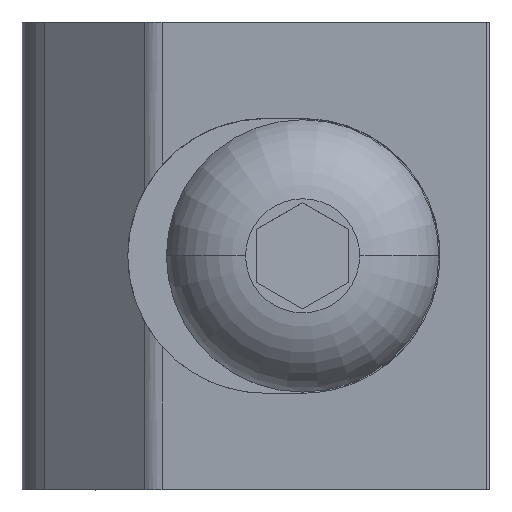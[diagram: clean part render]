
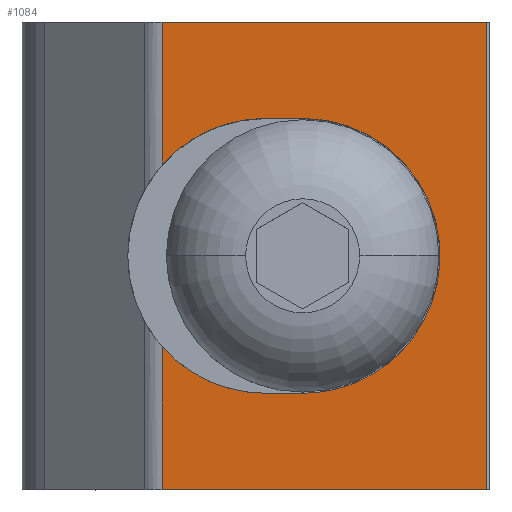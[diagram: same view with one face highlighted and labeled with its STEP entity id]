
A CAD part, top view. The second image highlights one B-rep face of the part: STEP entity #1084.
In plain terms, the highlighted planar face has unit normal (-0.097, 0, 0.995).
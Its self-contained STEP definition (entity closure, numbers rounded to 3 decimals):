
#5 = EDGE_CURVE ( 'NONE', #495, #515, #1069, .T. ) ;
#9 = CARTESIAN_POINT ( 'NONE',  ( 4.996, -6.35, 7.281 ) ) ;
#21 = ORIENTED_EDGE ( 'NONE', *, *, #625, .T. ) ;
#24 = LINE ( 'NONE', #9, #1404 ) ;
#32 = DIRECTION ( 'NONE',  ( 0.995, 0., 0.097 ) ) ;
#71 = VECTOR ( 'NONE', #1330, 1000. ) ;
#84 = CARTESIAN_POINT ( 'NONE',  ( 4.996, -3.734, 7.281 ) ) ;
#98 = LINE ( 'NONE', #1642, #71 ) ;
#101 = ORIENTED_EDGE ( 'NONE', *, *, #1456, .T. ) ;
#123 = EDGE_CURVE ( 'NONE', #1580, #124, #1324, .T. ) ;
#124 = VERTEX_POINT ( 'NONE', #1062 ) ;
#125 = CARTESIAN_POINT ( 'NONE',  ( -1.016, 3.734, 6.696 ) ) ;
#130 = EDGE_CURVE ( 'NONE', #1128, #359, #776, .T. ) ;
#136 = CARTESIAN_POINT ( 'NONE',  ( 0., 3.734, 6.795 ) ) ;
#160 = CARTESIAN_POINT ( 'NONE',  ( -3.819, 6.35, 6.423 ) ) ;
#208 = CARTESIAN_POINT ( 'NONE',  ( 7.468, -3.734, 7.522 ) ) ;
#216 = EDGE_CURVE ( 'NONE', #515, #1766, #1539, .T. ) ;
#299 = ORIENTED_EDGE ( 'NONE', *, *, #694, .T. ) ;
#301 = EDGE_CURVE ( 'NONE', #124, #1766, #24, .T. ) ;
#305 = DIRECTION ( 'NONE',  ( 0., -1., 0. ) ) ;
#314 = LINE ( 'NONE', #160, #1759 ) ;
#359 = VERTEX_POINT ( 'NONE', #1017 ) ;
#374 = ORIENTED_EDGE ( 'NONE', *, *, #216, .F. ) ;
#415 = ORIENTED_EDGE ( 'NONE', *, *, #301, .T. ) ;
#420 = VECTOR ( 'NONE', #629, 1000. ) ;
#434 = CARTESIAN_POINT ( 'NONE',  ( 4.996, 6.35, 7.281 ) ) ;
#464 = EDGE_CURVE ( 'NONE', #359, #1580, #1249, .T. ) ;
#495 = VERTEX_POINT ( 'NONE', #1058 ) ;
#500 = DIRECTION ( 'NONE',  ( -0.995, 0., -0.097 ) ) ;
#515 = VERTEX_POINT ( 'NONE', #1046 ) ;
#577 = CARTESIAN_POINT ( 'NONE',  ( 4.996, -6.35, 7.281 ) ) ;
#601 = CARTESIAN_POINT ( 'NONE',  ( -3.819, -2.466, 6.423 ) ) ;
#617 = DIRECTION ( 'NONE',  ( 0.995, 0., 0.097 ) ) ;
#619 = VECTOR ( 'NONE', #617, 1000. ) ;
#624 = CARTESIAN_POINT ( 'NONE',  ( -1.016, -3.734, 6.696 ) ) ;
#625 = EDGE_CURVE ( 'NONE', #1573, #1510, #742, .T. ) ;
#629 = DIRECTION ( 'NONE',  ( 0., -1., 0. ) ) ;
#694 = EDGE_CURVE ( 'NONE', #495, #1573, #314, .T. ) ;
#742 =( BOUNDED_CURVE ( )  B_SPLINE_CURVE ( 3, ( #1784, #946, #1370, #125 ),
 .UNSPECIFIED., .F., .F. ) 
 B_SPLINE_CURVE_WITH_KNOTS ( ( 4, 4 ),
 ( 3.863, 4.712 ),
 .UNSPECIFIED. ) 
 CURVE ( )  GEOMETRIC_REPRESENTATION_ITEM ( )  RATIONAL_B_SPLINE_CURVE ( ( 1., 0.941, 0.941, 1. ) ) 
 REPRESENTATION_ITEM ( '' )  );
#744 = ORIENTED_EDGE ( 'NONE', *, *, #130, .T. ) ;
#776 = LINE ( 'NONE', #84, #846 ) ;
#804 = ORIENTED_EDGE ( 'NONE', *, *, #1365, .T. ) ;
#846 = VECTOR ( 'NONE', #500, 1000. ) ;
#861 = VERTEX_POINT ( 'NONE', #1159 ) ;
#877 = CARTESIAN_POINT ( 'NONE',  ( -1.016, 3.734, 6.696 ) ) ;
#946 = CARTESIAN_POINT ( 'NONE',  ( -3.099, 3.285, 6.493 ) ) ;
#1017 = CARTESIAN_POINT ( 'NONE',  ( -1.016, -3.734, 6.696 ) ) ;
#1041 = CARTESIAN_POINT ( 'NONE',  ( 7.468, 3.734, 7.522 ) ) ;
#1046 = CARTESIAN_POINT ( 'NONE',  ( 4.996, 6.35, 7.281 ) ) ;
#1054 = ORIENTED_EDGE ( 'NONE', *, *, #5, .F. ) ;
#1055 = DIRECTION ( 'NONE',  ( -0.995, 0., -0.097 ) ) ;
#1058 = CARTESIAN_POINT ( 'NONE',  ( -3.819, 6.35, 6.423 ) ) ;
#1062 = CARTESIAN_POINT ( 'NONE',  ( -3.819, -6.35, 6.423 ) ) ;
#1069 = LINE ( 'NONE', #1751, #619 ) ;
#1084 = ADVANCED_FACE ( 'NONE', ( #1326 ), #1485, .F. ) ;
#1121 = CARTESIAN_POINT ( 'NONE',  ( 0., -3.734, 6.795 ) ) ;
#1128 = VERTEX_POINT ( 'NONE', #1478 ) ;
#1159 = CARTESIAN_POINT ( 'NONE',  ( 0., 3.734, 6.795 ) ) ;
#1167 =( BOUNDED_CURVE ( )  B_SPLINE_CURVE ( 3, ( #136, #1041, #208, #1121 ),
 .UNSPECIFIED., .F., .F. ) 
 B_SPLINE_CURVE_WITH_KNOTS ( ( 4, 4 ),
 ( 4.712, 7.854 ),
 .UNSPECIFIED. ) 
 CURVE ( )  GEOMETRIC_REPRESENTATION_ITEM ( )  RATIONAL_B_SPLINE_CURVE ( ( 1., 0.333, 0.333, 1. ) ) 
 REPRESENTATION_ITEM ( '' )  );
#1174 = CARTESIAN_POINT ( 'NONE',  ( -2.106, -3.734, 6.589 ) ) ;
#1217 = ORIENTED_EDGE ( 'NONE', *, *, #123, .T. ) ;
#1249 =( BOUNDED_CURVE ( )  B_SPLINE_CURVE ( 3, ( #624, #1174, #1598, #601 ),
 .UNSPECIFIED., .F., .F. ) 
 B_SPLINE_CURVE_WITH_KNOTS ( ( 4, 4 ),
 ( 1.571, 2.42 ),
 .UNSPECIFIED. ) 
 CURVE ( )  GEOMETRIC_REPRESENTATION_ITEM ( )  RATIONAL_B_SPLINE_CURVE ( ( 1., 0.941, 0.941, 1. ) ) 
 REPRESENTATION_ITEM ( '' )  );
#1324 = LINE ( 'NONE', #1604, #420 ) ;
#1326 = FACE_OUTER_BOUND ( 'NONE', #1620, .T. ) ;
#1330 = DIRECTION ( 'NONE',  ( 0.995, 0., 0.097 ) ) ;
#1346 = CARTESIAN_POINT ( 'NONE',  ( 4.996, 6.35, 7.281 ) ) ;
#1365 = EDGE_CURVE ( 'NONE', #1510, #861, #98, .T. ) ;
#1370 = CARTESIAN_POINT ( 'NONE',  ( -2.106, 3.734, 6.589 ) ) ;
#1403 = DIRECTION ( 'NONE',  ( 0., -1., 0. ) ) ;
#1404 = VECTOR ( 'NONE', #32, 1000. ) ;
#1456 = EDGE_CURVE ( 'NONE', #861, #1128, #1167, .T. ) ;
#1478 = CARTESIAN_POINT ( 'NONE',  ( 0., -3.734, 6.795 ) ) ;
#1485 = PLANE ( 'NONE',  #1613 ) ;
#1510 = VERTEX_POINT ( 'NONE', #877 ) ;
#1539 = LINE ( 'NONE', #434, #1552 ) ;
#1552 = VECTOR ( 'NONE', #305, 1000. ) ;
#1573 = VERTEX_POINT ( 'NONE', #1785 ) ;
#1580 = VERTEX_POINT ( 'NONE', #1653 ) ;
#1598 = CARTESIAN_POINT ( 'NONE',  ( -3.099, -3.285, 6.493 ) ) ;
#1604 = CARTESIAN_POINT ( 'NONE',  ( -3.819, 6.35, 6.423 ) ) ;
#1613 = AXIS2_PLACEMENT_3D ( 'NONE', #1346, #1636, #1055 ) ;
#1620 = EDGE_LOOP ( 'NONE', ( #744, #1801, #1217, #415, #374, #1054, #299, #21, #804, #101 ) ) ;
#1636 = DIRECTION ( 'NONE',  ( 0.097, 0., -0.995 ) ) ;
#1642 = CARTESIAN_POINT ( 'NONE',  ( 4.996, 3.734, 7.281 ) ) ;
#1653 = CARTESIAN_POINT ( 'NONE',  ( -3.819, -2.466, 6.423 ) ) ;
#1751 = CARTESIAN_POINT ( 'NONE',  ( 4.996, 6.35, 7.281 ) ) ;
#1759 = VECTOR ( 'NONE', #1403, 1000. ) ;
#1766 = VERTEX_POINT ( 'NONE', #577 ) ;
#1784 = CARTESIAN_POINT ( 'NONE',  ( -3.819, 2.466, 6.423 ) ) ;
#1785 = CARTESIAN_POINT ( 'NONE',  ( -3.819, 2.466, 6.423 ) ) ;
#1801 = ORIENTED_EDGE ( 'NONE', *, *, #464, .T. ) ;
